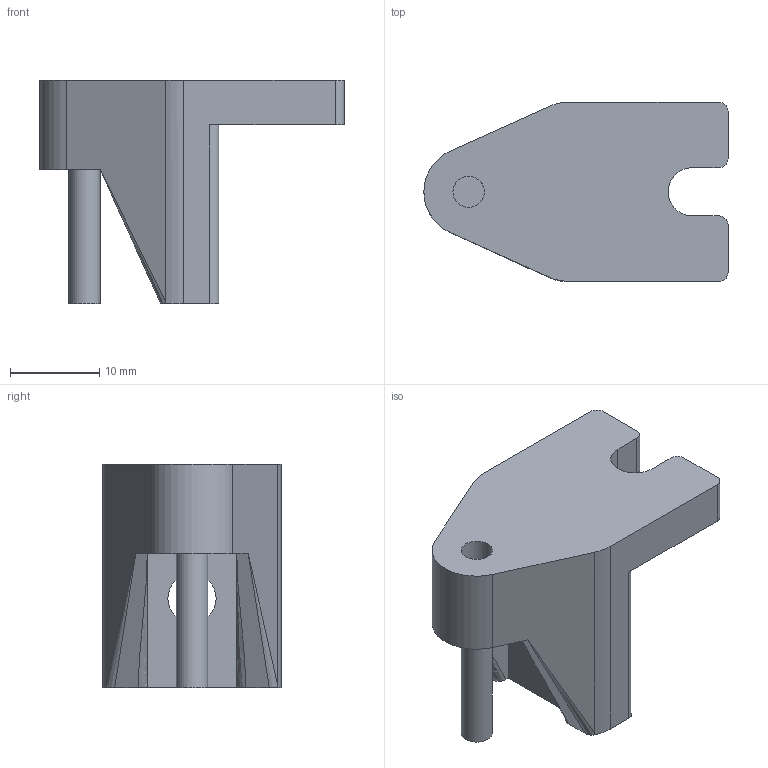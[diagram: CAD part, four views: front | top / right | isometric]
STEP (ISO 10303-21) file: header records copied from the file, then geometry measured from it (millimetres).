
FILE_DESCRIPTION(/* description */ (''),/* implementation_level */ '2;1');
FILE_NAME(/* name */ 'HeatBedBracket.step',/* time_stamp */ '2020-11-08T19:26:08-05:00',/* author */ (''),/* organization */ (''),/* preprocessor_version */ 'ST-DEVELOPER v18.1',/* originating_system */ 'Autodesk Translation Framework v9.3.0.1241',/* authorisation */ '');
FILE_SCHEMA (('AUTOMOTIVE_DESIGN { 1 0 10303 214 3 1 1 }'));
Length unit declared in the file: millimetre
Products named in the file (1): Mk2 Heat Bed Bracket
Bounding box: 34 x 20 x 25 mm (x, y, z)
Volume: 6140.5 mm3; surface area: 3193.4 mm2
Topology: 2 solids, 2 shells, 37 faces, 101 edges, 64 vertices
Faces by surface type: plane 20, cylinder 13, bspline 4
Full cylindrical faces by diameter (mm): 3.5 x2, 5.4 x1
Entity records: 1359 total; most frequent: CARTESIAN_POINT 408, ORIENTED_EDGE 194, DIRECTION 179, EDGE_CURVE 97, VERTEX_POINT 64, AXIS2_PLACEMENT_3D 62, LINE 55, VECTOR 55
